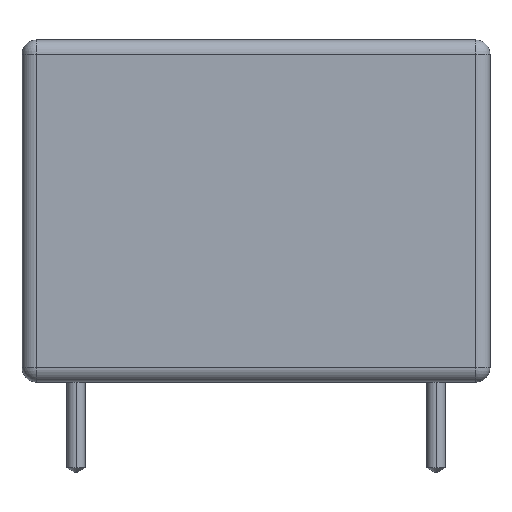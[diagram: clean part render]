
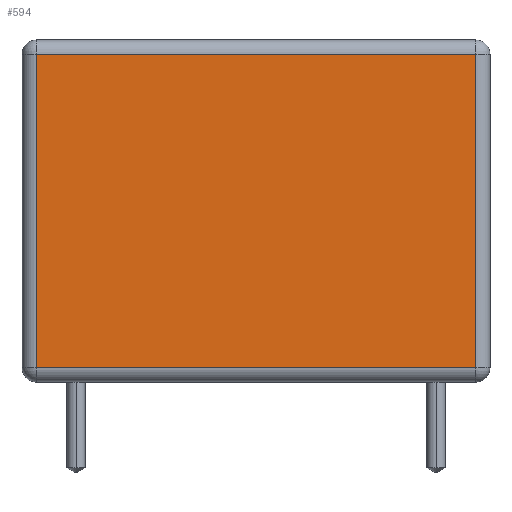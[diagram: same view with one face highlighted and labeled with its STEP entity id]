
A CAD part, top view. The second image highlights one B-rep face of the part: STEP entity #594.
In plain terms, the highlighted planar face has unit normal (0, 0, 1).
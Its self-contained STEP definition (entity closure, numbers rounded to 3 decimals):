
#3 = EDGE_CURVE ( 'NONE', #1396, #831, #1215, .T. ) ;
#49 = VECTOR ( 'NONE', #1245, 1000. ) ;
#72 = LINE ( 'NONE', #128, #648 ) ;
#78 = ORIENTED_EDGE ( 'NONE', *, *, #230, .T. ) ;
#128 = CARTESIAN_POINT ( 'NONE',  ( -1.865, 9.1, 2. ) ) ;
#228 = CARTESIAN_POINT ( 'NONE',  ( 10.735, 0.4, 2. ) ) ;
#230 = EDGE_CURVE ( 'NONE', #788, #1396, #1188, .T. ) ;
#250 = DIRECTION ( 'NONE',  ( -1., 0., 0. ) ) ;
#446 = EDGE_LOOP ( 'NONE', ( #78, #1127, #604, #1097 ) ) ;
#490 = CARTESIAN_POINT ( 'NONE',  ( -1.465, 9.1, 2. ) ) ;
#537 = CARTESIAN_POINT ( 'NONE',  ( -1.865, 9.5, 2. ) ) ;
#565 = EDGE_CURVE ( 'NONE', #1017, #788, #805, .T. ) ;
#585 = VECTOR ( 'NONE', #1376, 1000. ) ;
#594 = ADVANCED_FACE ( 'NONE', ( #1370 ), #763, .F. ) ;
#604 = ORIENTED_EDGE ( 'NONE', *, *, #865, .T. ) ;
#648 = VECTOR ( 'NONE', #250, 1000. ) ;
#654 = CARTESIAN_POINT ( 'NONE',  ( -1.465, 9.5, 2. ) ) ;
#658 = DIRECTION ( 'NONE',  ( -1., 0., 0. ) ) ;
#695 = CARTESIAN_POINT ( 'NONE',  ( 10.735, 9.1, 2. ) ) ;
#763 = PLANE ( 'NONE',  #975 ) ;
#768 = VECTOR ( 'NONE', #1446, 1000. ) ;
#788 = VERTEX_POINT ( 'NONE', #1026 ) ;
#805 = LINE ( 'NONE', #654, #768 ) ;
#831 = VERTEX_POINT ( 'NONE', #695 ) ;
#865 = EDGE_CURVE ( 'NONE', #831, #1017, #72, .T. ) ;
#975 = AXIS2_PLACEMENT_3D ( 'NONE', #537, #1328, #658 ) ;
#1011 = CARTESIAN_POINT ( 'NONE',  ( 10.735, 9.5, 2. ) ) ;
#1017 = VERTEX_POINT ( 'NONE', #490 ) ;
#1026 = CARTESIAN_POINT ( 'NONE',  ( -1.465, 0.4, 2. ) ) ;
#1028 = CARTESIAN_POINT ( 'NONE',  ( -1.865, 0.4, 2. ) ) ;
#1097 = ORIENTED_EDGE ( 'NONE', *, *, #565, .T. ) ;
#1127 = ORIENTED_EDGE ( 'NONE', *, *, #3, .T. ) ;
#1188 = LINE ( 'NONE', #1028, #585 ) ;
#1215 = LINE ( 'NONE', #1011, #49 ) ;
#1245 = DIRECTION ( 'NONE',  ( 0., 1., 0. ) ) ;
#1328 = DIRECTION ( 'NONE',  ( 0., 0., -1. ) ) ;
#1370 = FACE_OUTER_BOUND ( 'NONE', #446, .T. ) ;
#1376 = DIRECTION ( 'NONE',  ( 1., 0., 0. ) ) ;
#1396 = VERTEX_POINT ( 'NONE', #228 ) ;
#1446 = DIRECTION ( 'NONE',  ( 0., -1., 0. ) ) ;
